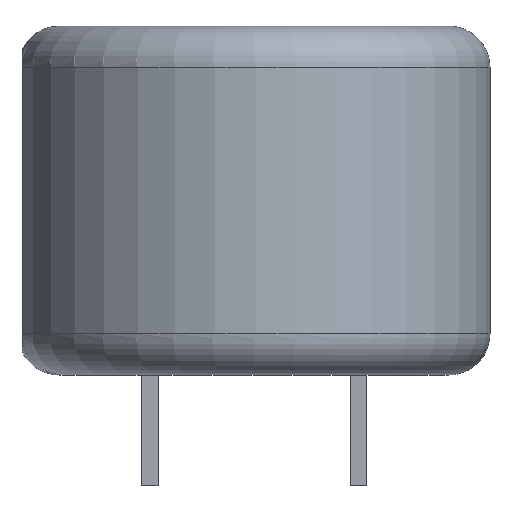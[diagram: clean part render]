
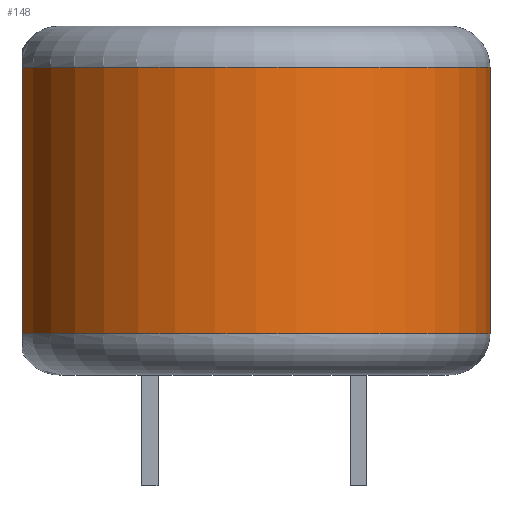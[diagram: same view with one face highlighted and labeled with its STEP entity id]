
A CAD part, front view. The second image highlights one B-rep face of the part: STEP entity #148.
In plain terms, the highlighted cylindrical face has radius 5.75 mm (diameter 11.5 mm), a partial arc.
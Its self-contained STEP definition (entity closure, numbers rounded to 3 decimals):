
#148=ADVANCED_FACE('',(#368),#370,.T.);
#368=FACE_BOUND('',#369,.T.);
#369=EDGE_LOOP('',(#534,#535,#536,#537,#538,#539));
#370=CYLINDRICAL_SURFACE('',#371,5.75);
#371=AXIS2_PLACEMENT_3D('',#372,#373,#374);
#372=CARTESIAN_POINT('',(0.,0.,0.));
#373=DIRECTION('',(0.,0.,1.));
#374=DIRECTION('',(1.,0.,0.));
#534=ORIENTED_EDGE('',*,*,#605,.T.);
#535=ORIENTED_EDGE('',*,*,#633,.F.);
#536=ORIENTED_EDGE('',*,*,#634,.F.);
#537=ORIENTED_EDGE('',*,*,#603,.T.);
#538=ORIENTED_EDGE('',*,*,#630,.T.);
#539=ORIENTED_EDGE('',*,*,#631,.T.);
#603=EDGE_CURVE('',#663,#660,#664,.F.);
#605=EDGE_CURVE('',#661,#665,#667,.T.);
#630=EDGE_CURVE('',#660,#708,#709,.T.);
#631=EDGE_CURVE('',#708,#661,#710,.T.);
#633=EDGE_CURVE('',#713,#665,#714,.T.);
#634=EDGE_CURVE('',#663,#713,#715,.T.);
#660=VERTEX_POINT('',#758);
#661=VERTEX_POINT('',#759);
#663=VERTEX_POINT('',#858);
#664=LINE('',#859,#860);
#665=VERTEX_POINT('',#862);
#667=LINE('',#961,#962);
#708=VERTEX_POINT('',#1052);
#709=CIRCLE('',#1053,5.75);
#710=CIRCLE('',#1057,5.75);
#713=VERTEX_POINT('',#1066);
#714=CIRCLE('',#1067,5.75);
#715=CIRCLE('',#1071,5.75);
#758=CARTESIAN_POINT('',(-5.65,-1.068,1.));
#759=CARTESIAN_POINT('',(-5.65,1.068,1.));
#858=CARTESIAN_POINT('',(-5.65,-1.068,7.5));
#859=CARTESIAN_POINT('',(-5.65,-1.068,1.));
#860=VECTOR('',#861,1.);
#861=DIRECTION('',(0.,0.,1.));
#862=CARTESIAN_POINT('',(-5.65,1.068,7.5));
#961=CARTESIAN_POINT('',(-5.65,1.068,1.));
#962=VECTOR('',#963,1.);
#963=DIRECTION('',(0.,0.,1.));
#1052=CARTESIAN_POINT('',(5.75,0.,1.));
#1053=AXIS2_PLACEMENT_3D('',#1054,#1055,#1056);
#1054=CARTESIAN_POINT('',(0.,0.,1.));
#1055=DIRECTION('',(0.,0.,1.));
#1056=DIRECTION('',(-0.983,-0.186,0.));
#1057=AXIS2_PLACEMENT_3D('',#1058,#1059,#1060);
#1058=CARTESIAN_POINT('',(0.,0.,1.));
#1059=DIRECTION('',(0.,0.,1.));
#1060=DIRECTION('',(1.,0.,0.));
#1066=CARTESIAN_POINT('',(5.75,0.,7.5));
#1067=AXIS2_PLACEMENT_3D('',#1068,#1069,#1070);
#1068=CARTESIAN_POINT('',(0.,0.,7.5));
#1069=DIRECTION('',(0.,0.,1.));
#1070=DIRECTION('',(1.,0.,0.));
#1071=AXIS2_PLACEMENT_3D('',#1072,#1073,#1074);
#1072=CARTESIAN_POINT('',(0.,0.,7.5));
#1073=DIRECTION('',(0.,0.,1.));
#1074=DIRECTION('',(-0.983,-0.186,0.));
